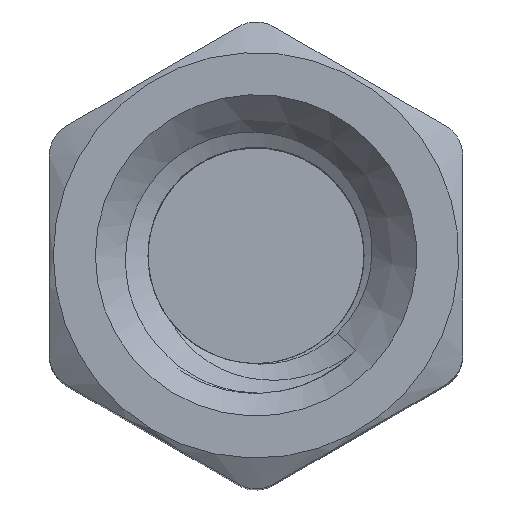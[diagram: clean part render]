
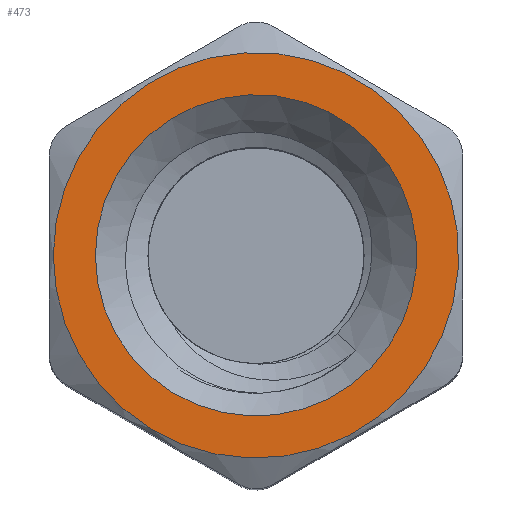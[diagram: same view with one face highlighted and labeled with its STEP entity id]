
A CAD part, top view. The second image highlights one B-rep face of the part: STEP entity #473.
In plain terms, the highlighted planar face has unit normal (0, 0, 1).
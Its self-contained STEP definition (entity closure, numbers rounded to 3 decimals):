
#26=PLANE('',#537);
#77=FACE_BOUND('',#136,.T.);
#99=FACE_OUTER_BOUND('',#135,.T.);
#135=EDGE_LOOP('',(#385));
#136=EDGE_LOOP('',(#386));
#157=CIRCLE('',#516,1.748);
#165=CIRCLE('',#530,2.205);
#201=VERTEX_POINT('',#1749);
#223=VERTEX_POINT('',#1988);
#248=EDGE_CURVE('',#201,#201,#157,.T.);
#274=EDGE_CURVE('',#223,#223,#165,.T.);
#385=ORIENTED_EDGE('',*,*,#274,.T.);
#386=ORIENTED_EDGE('',*,*,#248,.F.);
#473=ADVANCED_FACE('',(#99,#77),#26,.F.);
#516=AXIS2_PLACEMENT_3D('',#1750,#568,#569);
#530=AXIS2_PLACEMENT_3D('',#1989,#597,#598);
#537=AXIS2_PLACEMENT_3D('',#2098,#623,#624);
#568=DIRECTION('center_axis',(0.,0.,1.));
#569=DIRECTION('ref_axis',(1.,0.,0.));
#597=DIRECTION('center_axis',(0.,0.,1.));
#598=DIRECTION('ref_axis',(1.,0.,0.));
#623=DIRECTION('center_axis',(0.,0.,-1.));
#624=DIRECTION('ref_axis',(0.,1.,0.));
#1749=CARTESIAN_POINT('',(-1.748,0.,8.));
#1750=CARTESIAN_POINT('Origin',(0.,0.,8.));
#1988=CARTESIAN_POINT('',(-2.205,0.,8.));
#1989=CARTESIAN_POINT('Origin',(0.,0.,8.));
#2098=CARTESIAN_POINT('Origin',(0.,1.75,8.));
